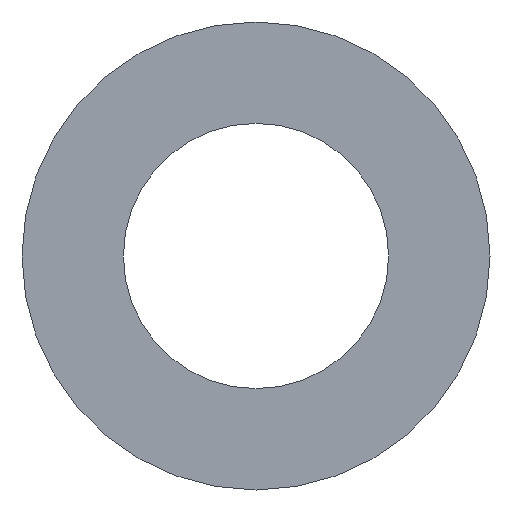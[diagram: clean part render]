
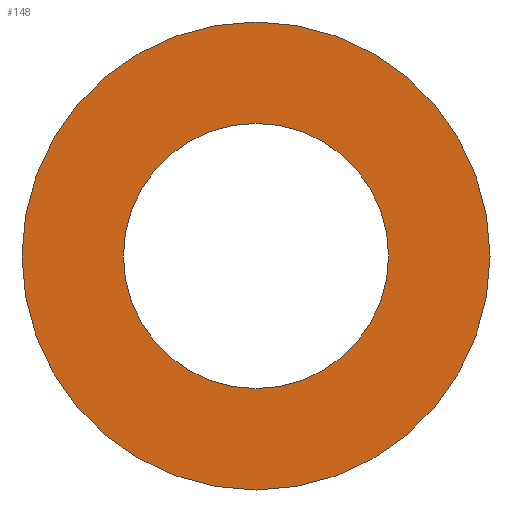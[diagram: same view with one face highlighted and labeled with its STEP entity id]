
A CAD part, front view. The second image highlights one B-rep face of the part: STEP entity #148.
In plain terms, the highlighted planar face has unit normal (0, -1, 0).
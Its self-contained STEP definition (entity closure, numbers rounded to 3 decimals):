
#16 = CARTESIAN_POINT ( 'NONE',  ( 0., 8.645, -8.5 ) ) ;
#37 = VERTEX_POINT ( 'NONE', #88 ) ;
#38 = EDGE_CURVE ( 'NONE', #218, #284, #117, .T. ) ;
#40 = CARTESIAN_POINT ( 'NONE',  ( 0., 8.645, 0. ) ) ;
#42 = DIRECTION ( 'NONE',  ( 0., -1., 0. ) ) ;
#50 = DIRECTION ( 'NONE',  ( 0., 1., 0. ) ) ;
#57 = FACE_BOUND ( 'NONE', #234, .T. ) ;
#64 = DIRECTION ( 'NONE',  ( 0., -1., 0. ) ) ;
#68 = EDGE_CURVE ( 'NONE', #37, #127, #268, .T. ) ;
#78 = ORIENTED_EDGE ( 'NONE', *, *, #38, .F. ) ;
#79 = CARTESIAN_POINT ( 'NONE',  ( 0., 8.645, 0. ) ) ;
#81 = DIRECTION ( 'NONE',  ( 0., 0., -1. ) ) ;
#88 = CARTESIAN_POINT ( 'NONE',  ( 0., 8.645, -15. ) ) ;
#91 = AXIS2_PLACEMENT_3D ( 'NONE', #291, #42, #142 ) ;
#100 = CARTESIAN_POINT ( 'NONE',  ( -8.5, 8.645, 0. ) ) ;
#101 = AXIS2_PLACEMENT_3D ( 'NONE', #100, #50, #151 ) ;
#103 = ORIENTED_EDGE ( 'NONE', *, *, #68, .T. ) ;
#115 = EDGE_CURVE ( 'NONE', #284, #218, #176, .T. ) ;
#117 = CIRCLE ( 'NONE', #183, 8.5 ) ;
#127 = VERTEX_POINT ( 'NONE', #283 ) ;
#135 = CARTESIAN_POINT ( 'NONE',  ( 0., 8.645, 8.5 ) ) ;
#142 = DIRECTION ( 'NONE',  ( 0., 0., -1. ) ) ;
#145 = CIRCLE ( 'NONE', #91, 15. ) ;
#148 = ADVANCED_FACE ( 'Gface1', ( #57, #239 ), #178, .F. ) ;
#151 = DIRECTION ( 'NONE',  ( 0., 0., 1. ) ) ;
#176 = CIRCLE ( 'NONE', #249, 8.5 ) ;
#178 = PLANE ( 'NONE',  #101 ) ;
#183 = AXIS2_PLACEMENT_3D ( 'NONE', #40, #272, #242 ) ;
#198 = DIRECTION ( 'NONE',  ( 0., 0., -1. ) ) ;
#201 = DIRECTION ( 'NONE',  ( 0., -1., 0. ) ) ;
#218 = VERTEX_POINT ( 'NONE', #135 ) ;
#232 = AXIS2_PLACEMENT_3D ( 'NONE', #250, #64, #81 ) ;
#234 = EDGE_LOOP ( 'NONE', ( #290, #78 ) ) ;
#239 = FACE_OUTER_BOUND ( 'NONE', #261, .T. ) ;
#240 = EDGE_CURVE ( 'NONE', #127, #37, #145, .T. ) ;
#242 = DIRECTION ( 'NONE',  ( 0., 0., -1. ) ) ;
#249 = AXIS2_PLACEMENT_3D ( 'NONE', #79, #201, #198 ) ;
#250 = CARTESIAN_POINT ( 'NONE',  ( 0., 8.645, 0. ) ) ;
#261 = EDGE_LOOP ( 'NONE', ( #103, #270 ) ) ;
#268 = CIRCLE ( 'NONE', #232, 15. ) ;
#270 = ORIENTED_EDGE ( 'NONE', *, *, #240, .T. ) ;
#272 = DIRECTION ( 'NONE',  ( 0., -1., 0. ) ) ;
#283 = CARTESIAN_POINT ( 'NONE',  ( 0., 8.645, 15. ) ) ;
#284 = VERTEX_POINT ( 'NONE', #16 ) ;
#290 = ORIENTED_EDGE ( 'NONE', *, *, #115, .F. ) ;
#291 = CARTESIAN_POINT ( 'NONE',  ( 0., 8.645, 0. ) ) ;
